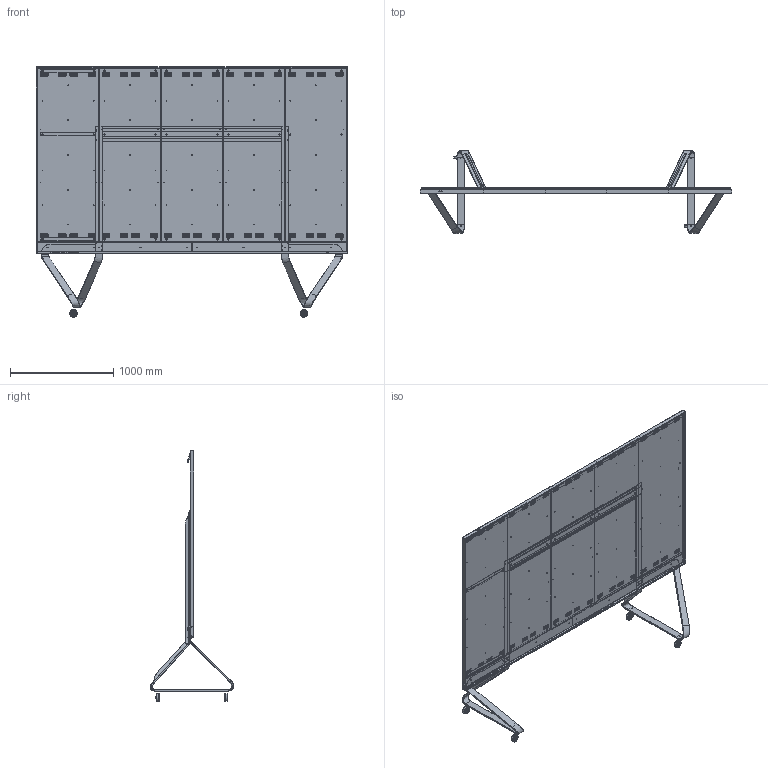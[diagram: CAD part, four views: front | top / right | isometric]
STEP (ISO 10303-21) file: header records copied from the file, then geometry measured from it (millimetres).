
FILE_DESCRIPTION((''),'2;1');
FILE_NAME('_SINGLE_ASM','2020-06-02T',('ChenPet'),(''),'PRO/ENGINEER BY PARAMETRIC TECHNOLOGY CORPORATION, 2009440','PRO/ENGINEER BY PARAMETRIC TECHNOLOGY CORPORATION, 2009440','');
FILE_SCHEMA(('CONFIG_CONTROL_DESIGN'));
Products named in the file (3): _SINGLE_FEET; _SINGLE_MAIN; _SINGLE_ASM
Assembly tree (2 placements, depth 2):
  _SINGLE_ASM
    _SINGLE_FEET
    _SINGLE_MAIN
Bounding box: 3020.95 x 808.76 x 2426.08 mm (x, y, z)
Surface area: 9622116.6 mm2 (no closed solid volume)
Topology: 0 solids, 59 shells, 1075 faces, 5976 edges, 5003 vertices
Faces by surface type: plane 525, cylinder 372, bspline 110, torus 33, cone 28, extrusion 5, sphere 2
Entity records: 73066 total; most frequent: CARTESIAN_POINT 24028, DIRECTION 10331, ORIENTED_EDGE 8798, EDGE_CURVE 5974, VERTEX_POINT 5005, AXIS2_PLACEMENT_3D 3724, VECTOR 2883, LINE 2878
